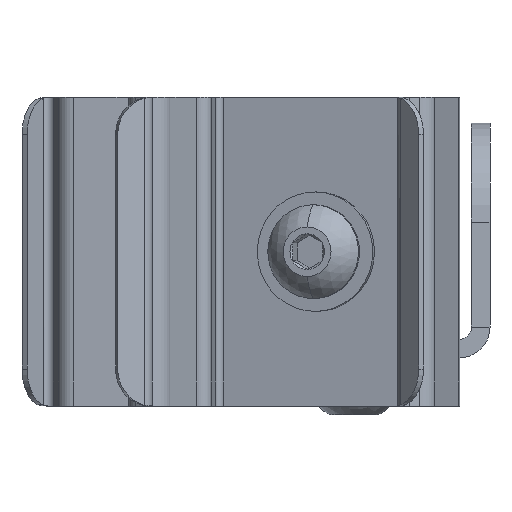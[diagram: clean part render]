
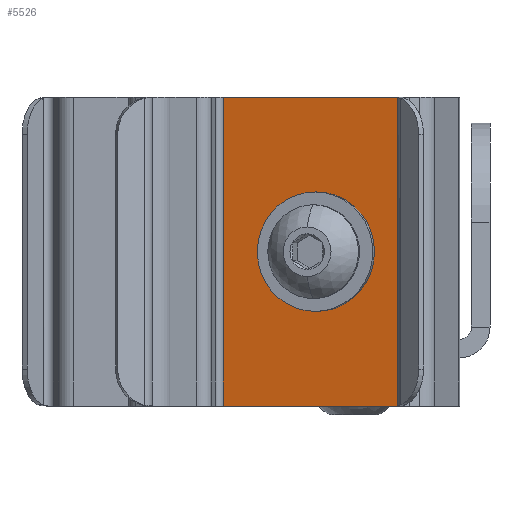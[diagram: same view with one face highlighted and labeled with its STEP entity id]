
A CAD part, left-side view. The second image highlights one B-rep face of the part: STEP entity #5526.
In plain terms, the highlighted face is planar.
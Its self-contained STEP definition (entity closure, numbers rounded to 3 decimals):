
#4406=DIRECTION('',(1.,0.,0.));
#4407=VECTOR('',#4406,15.817);
#4408=CARTESIAN_POINT('',(-7.909,0.5,12.5));
#4409=LINE('',#4408,#4407);
#4410=DIRECTION('',(-1.,0.,0.));
#4411=VECTOR('',#4410,15.817);
#4412=CARTESIAN_POINT('',(7.909,0.5,-12.5));
#4413=LINE('',#4412,#4411);
#4414=CARTESIAN_POINT('',(0.,0.5,0.));
#4415=DIRECTION('',(0.,-1.,0.));
#4416=DIRECTION('',(1.,0.,0.));
#4417=AXIS2_PLACEMENT_3D('',#4414,#4415,#4416);
#4419=CARTESIAN_POINT('',(0.,0.5,0.));
#4420=DIRECTION('',(0.,-1.,0.));
#4421=DIRECTION('',(-1.,0.,0.));
#4422=AXIS2_PLACEMENT_3D('',#4419,#4420,#4421);
#4424=DIRECTION('',(0.,0.,1.));
#4425=VECTOR('',#4424,25.);
#4426=CARTESIAN_POINT('',(7.909,0.5,-12.5));
#4427=LINE('',#4426,#4425);
#4760=DIRECTION('',(0.,0.,1.));
#4761=VECTOR('',#4760,25.);
#4762=CARTESIAN_POINT('',(-7.909,0.5,-12.5));
#4763=LINE('',#4762,#4761);
#5172=CARTESIAN_POINT('',(-7.909,0.5,12.5));
#5173=CARTESIAN_POINT('',(7.909,0.5,12.5));
#5174=VERTEX_POINT('',#5172);
#5175=VERTEX_POINT('',#5173);
#5176=CARTESIAN_POINT('',(7.909,0.5,-12.5));
#5177=CARTESIAN_POINT('',(-7.909,0.5,-12.5));
#5178=VERTEX_POINT('',#5176);
#5179=VERTEX_POINT('',#5177);
#5184=CARTESIAN_POINT('',(2.6,0.5,0.));
#5185=CARTESIAN_POINT('',(-2.6,0.5,0.));
#5186=VERTEX_POINT('',#5184);
#5187=VERTEX_POINT('',#5185);
#5507=CARTESIAN_POINT('',(0.,0.5,0.));
#5508=DIRECTION('',(0.,1.,0.));
#5509=DIRECTION('',(1.,0.,0.));
#5510=AXIS2_PLACEMENT_3D('',#5507,#5508,#5509);
#5511=PLANE('',#5510);
#5513=ORIENTED_EDGE('',*,*,#5512,.T.);
#5514=ORIENTED_EDGE('',*,*,#5445,.F.);
#5516=ORIENTED_EDGE('',*,*,#5515,.F.);
#5517=ORIENTED_EDGE('',*,*,#5500,.F.);
#5518=EDGE_LOOP('',(#5513,#5514,#5516,#5517));
#5519=FACE_OUTER_BOUND('',#5518,.F.);
#5521=ORIENTED_EDGE('',*,*,#5520,.F.);
#5523=ORIENTED_EDGE('',*,*,#5522,.F.);
#5524=EDGE_LOOP('',(#5521,#5523));
#5525=FACE_BOUND('',#5524,.F.);
#5526=ADVANCED_FACE('',(#5519,#5525),#5511,.T.);
#4418=CIRCLE('',#4417,2.6);
#4423=CIRCLE('',#4422,2.6);
#5445=EDGE_CURVE('',#5174,#5175,#4409,.T.);
#5500=EDGE_CURVE('',#5178,#5179,#4413,.T.);
#5512=EDGE_CURVE('',#5178,#5175,#4427,.T.);
#5515=EDGE_CURVE('',#5179,#5174,#4763,.T.);
#5520=EDGE_CURVE('',#5186,#5187,#4418,.T.);
#5522=EDGE_CURVE('',#5187,#5186,#4423,.T.);
